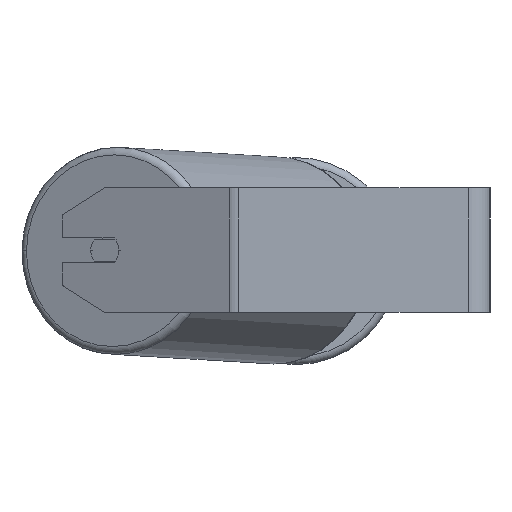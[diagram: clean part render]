
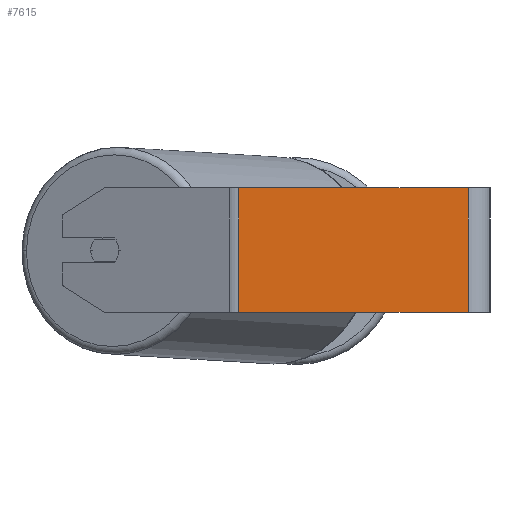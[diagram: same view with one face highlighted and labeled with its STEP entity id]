
A CAD part, left-side view. The second image highlights one B-rep face of the part: STEP entity #7615.
In plain terms, the highlighted planar face has unit normal (-1, 0, 0).
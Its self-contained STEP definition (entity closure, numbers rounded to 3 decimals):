
#36 = DIRECTION ( 'NONE',  ( 1., 0., 0. ) ) ;
#95 = DIRECTION ( 'NONE',  ( 0., -1., 0. ) ) ;
#176 = CARTESIAN_POINT ( 'NONE',  ( -440., 161.37, -40. ) ) ;
#491 = LINE ( 'NONE', #5813, #5076 ) ;
#622 = LINE ( 'NONE', #3320, #2455 ) ;
#761 = ORIENTED_EDGE ( 'NONE', *, *, #6366, .F. ) ;
#869 = EDGE_CURVE ( 'NONE', #7464, #5057, #622, .T. ) ;
#875 = DIRECTION ( 'NONE',  ( 0., -1., 0. ) ) ;
#1333 = DIRECTION ( 'NONE',  ( 0., 0., -1. ) ) ;
#1476 = EDGE_LOOP ( 'NONE', ( #5609, #761, #7376, #5495 ) ) ;
#1489 = VERTEX_POINT ( 'NONE', #2070 ) ;
#1513 = DIRECTION ( 'NONE',  ( 0., 0., -1. ) ) ;
#1689 = CARTESIAN_POINT ( 'NONE',  ( -440., 14., -40. ) ) ;
#1720 = VERTEX_POINT ( 'NONE', #1689 ) ;
#2070 = CARTESIAN_POINT ( 'NONE',  ( -440., 14., 40. ) ) ;
#2455 = VECTOR ( 'NONE', #1513, 1000. ) ;
#2654 = PLANE ( 'NONE',  #7891 ) ;
#3277 = FACE_OUTER_BOUND ( 'NONE', #1476, .T. ) ;
#3320 = CARTESIAN_POINT ( 'NONE',  ( -440., 161.37, 40. ) ) ;
#5057 = VERTEX_POINT ( 'NONE', #176 ) ;
#5076 = VECTOR ( 'NONE', #8504, 1000. ) ;
#5309 = CARTESIAN_POINT ( 'NONE',  ( -440., 164.473, 40. ) ) ;
#5424 = CARTESIAN_POINT ( 'NONE',  ( -440., 164.473, -40. ) ) ;
#5495 = ORIENTED_EDGE ( 'NONE', *, *, #869, .T. ) ;
#5609 = ORIENTED_EDGE ( 'NONE', *, *, #8214, .T. ) ;
#5813 = CARTESIAN_POINT ( 'NONE',  ( -440., 14., 40. ) ) ;
#5815 = CARTESIAN_POINT ( 'NONE',  ( -440., 161.37, 40. ) ) ;
#6161 = CARTESIAN_POINT ( 'NONE',  ( -440., 164.473, 40. ) ) ;
#6366 = EDGE_CURVE ( 'NONE', #1489, #1720, #491, .T. ) ;
#6871 = LINE ( 'NONE', #6161, #7479 ) ;
#7376 = ORIENTED_EDGE ( 'NONE', *, *, #8622, .F. ) ;
#7464 = VERTEX_POINT ( 'NONE', #5815 ) ;
#7479 = VECTOR ( 'NONE', #95, 1000. ) ;
#7615 = ADVANCED_FACE ( 'NONE', ( #3277 ), #2654, .F. ) ;
#7891 = AXIS2_PLACEMENT_3D ( 'NONE', #5309, #36, #1333 ) ;
#8175 = VECTOR ( 'NONE', #875, 1000. ) ;
#8214 = EDGE_CURVE ( 'NONE', #5057, #1720, #8216, .T. ) ;
#8216 = LINE ( 'NONE', #5424, #8175 ) ;
#8504 = DIRECTION ( 'NONE',  ( 0., 0., -1. ) ) ;
#8622 = EDGE_CURVE ( 'NONE', #7464, #1489, #6871, .T. ) ;
